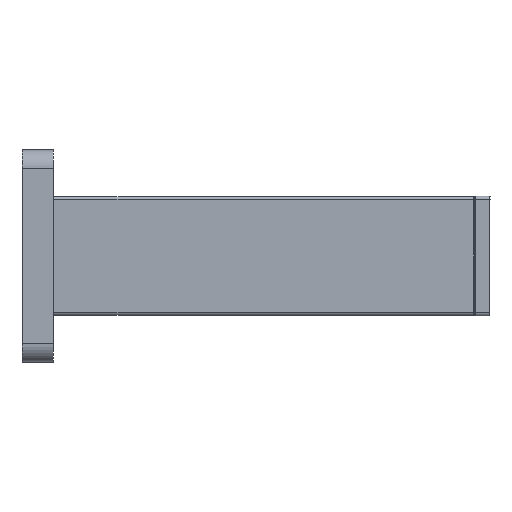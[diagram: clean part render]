
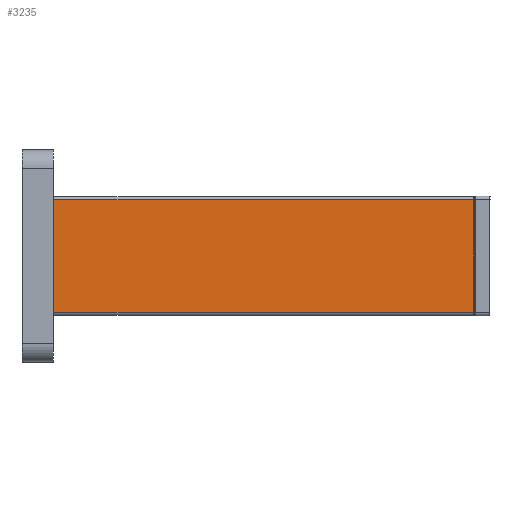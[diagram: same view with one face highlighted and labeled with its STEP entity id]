
A CAD part, front view. The second image highlights one B-rep face of the part: STEP entity #3235.
In plain terms, the highlighted planar face has unit normal (0, 1, 0).
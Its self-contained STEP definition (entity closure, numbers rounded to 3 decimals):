
#166 = EDGE_CURVE ( 'NONE', #990, #1027, #662, .T. ) ;
#226 = DIRECTION ( 'NONE',  ( 0., 0., -1. ) ) ;
#350 = CARTESIAN_POINT ( 'NONE',  ( -0.2, -9.525, -18.034 ) ) ;
#352 = EDGE_CURVE ( 'NONE', #2803, #2586, #950, .T. ) ;
#380 = PLANE ( 'NONE',  #1248 ) ;
#585 = FACE_OUTER_BOUND ( 'NONE', #2399, .T. ) ;
#662 = LINE ( 'NONE', #1856, #1989 ) ;
#740 = CARTESIAN_POINT ( 'NONE',  ( -138., -9.525, -18.034 ) ) ;
#753 = CARTESIAN_POINT ( 'NONE',  ( -0.2, -9.525, 18.034 ) ) ;
#822 = VECTOR ( 'NONE', #226, 1000. ) ;
#918 = ORIENTED_EDGE ( 'NONE', *, *, #2340, .T. ) ;
#950 = LINE ( 'NONE', #1414, #822 ) ;
#990 = VERTEX_POINT ( 'NONE', #740 ) ;
#997 = ORIENTED_EDGE ( 'NONE', *, *, #166, .T. ) ;
#1027 = VERTEX_POINT ( 'NONE', #3040 ) ;
#1207 = DIRECTION ( 'NONE',  ( 1., 0., 0. ) ) ;
#1248 = AXIS2_PLACEMENT_3D ( 'NONE', #2610, #1624, #1329 ) ;
#1329 = DIRECTION ( 'NONE',  ( -1., 0., 0. ) ) ;
#1405 = ORIENTED_EDGE ( 'NONE', *, *, #2246, .T. ) ;
#1414 = CARTESIAN_POINT ( 'NONE',  ( -0.2, -9.525, 18.034 ) ) ;
#1606 = VECTOR ( 'NONE', #2138, 1000. ) ;
#1624 = DIRECTION ( 'NONE',  ( 0., 1., 0. ) ) ;
#1856 = CARTESIAN_POINT ( 'NONE',  ( -138., -9.525, 18.034 ) ) ;
#1989 = VECTOR ( 'NONE', #2932, 1000. ) ;
#2138 = DIRECTION ( 'NONE',  ( -1., 0., 0. ) ) ;
#2246 = EDGE_CURVE ( 'NONE', #2586, #990, #2909, .T. ) ;
#2293 = CARTESIAN_POINT ( 'NONE',  ( -138., -9.525, 18.034 ) ) ;
#2340 = EDGE_CURVE ( 'NONE', #1027, #2803, #2721, .T. ) ;
#2399 = EDGE_LOOP ( 'NONE', ( #2889, #1405, #997, #918 ) ) ;
#2586 = VERTEX_POINT ( 'NONE', #350 ) ;
#2610 = CARTESIAN_POINT ( 'NONE',  ( -138., -9.525, 18.034 ) ) ;
#2692 = VECTOR ( 'NONE', #1207, 1000. ) ;
#2721 = LINE ( 'NONE', #2293, #2692 ) ;
#2803 = VERTEX_POINT ( 'NONE', #753 ) ;
#2889 = ORIENTED_EDGE ( 'NONE', *, *, #352, .T. ) ;
#2909 = LINE ( 'NONE', #3193, #1606 ) ;
#2932 = DIRECTION ( 'NONE',  ( 0., 0., 1. ) ) ;
#3040 = CARTESIAN_POINT ( 'NONE',  ( -138., -9.525, 18.034 ) ) ;
#3193 = CARTESIAN_POINT ( 'NONE',  ( -138., -9.525, -18.034 ) ) ;
#3235 = ADVANCED_FACE ( 'NONE', ( #585 ), #380, .T. ) ;
